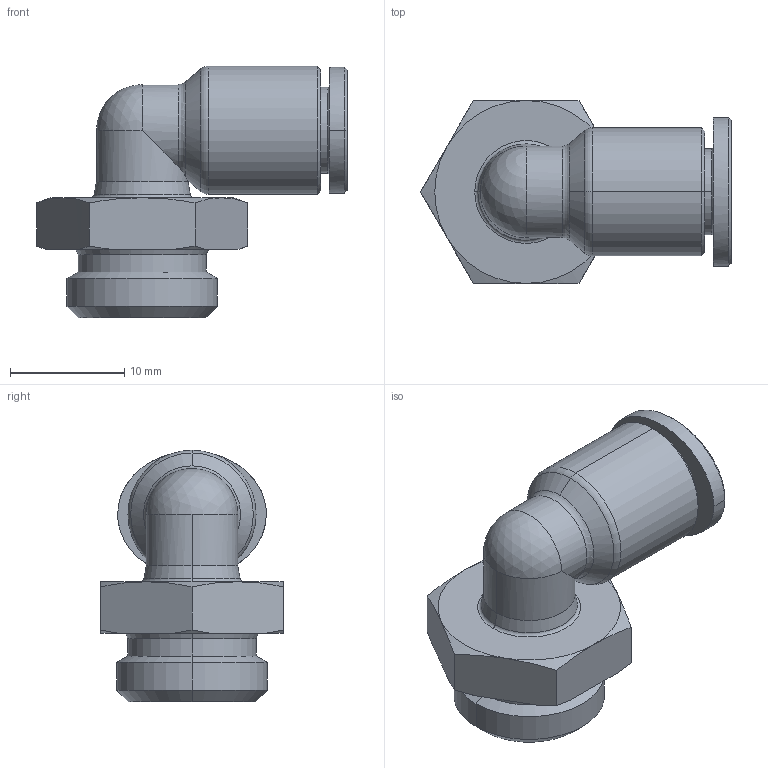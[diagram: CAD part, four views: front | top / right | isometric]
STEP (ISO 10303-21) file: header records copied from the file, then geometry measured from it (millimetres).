
FILE_DESCRIPTION(/* description */ ('VariCAD 2016-1.06 AP-214'),/* implementation_level */ '2;1');
FILE_NAME(/* name */ 'iqsl_146_g.stp',/* time_stamp */ '2016-06-16T10:31:02+02:00',/* author */ (''),/* organization */ (''),/* preprocessor_version */ 'ST-DEVELOPER v14',/* originating_system */ 'VariCAD 2016-1.06; kernel version (20130303)',/* authorisation */ '');
FILE_SCHEMA (('AUTOMOTIVE_DESIGN'));
Length unit declared in the file: millimetre
Products named in the file (2): iqsl_146_g; IQSL 146 G
Assembly tree (1 placements, depth 2):
  iqsl_146_g
    IQSL 146 G
Bounding box: 27.19 x 16 x 22 mm (x, y, z)
Volume: 2723 mm3; surface area: 2319.9 mm2
Topology: 1 solids, 1 shells, 269 faces, 720 edges, 467 vertices
Faces by surface type: plane 177, bspline 32, cone 32, cylinder 22, torus 5, sphere 1
Entity records: 10447 total; most frequent: CARTESIAN_POINT 4020, ORIENTED_EDGE 1434, DIRECTION 1141, EDGE_CURVE 717, LINE 505, VECTOR 505, VERTEX_POINT 467, AXIS2_PLACEMENT_3D 318
